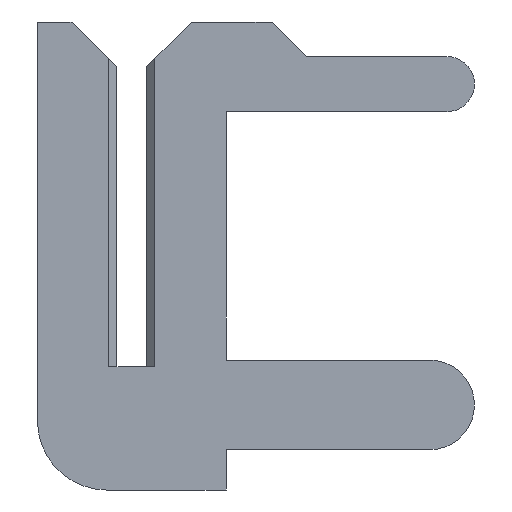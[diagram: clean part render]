
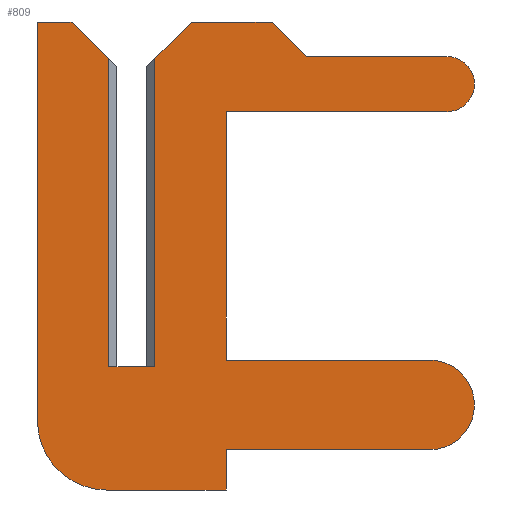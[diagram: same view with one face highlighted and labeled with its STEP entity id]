
A CAD part, left-side view. The second image highlights one B-rep face of the part: STEP entity #809.
In plain terms, the highlighted planar face has unit normal (-1, 0, 0).
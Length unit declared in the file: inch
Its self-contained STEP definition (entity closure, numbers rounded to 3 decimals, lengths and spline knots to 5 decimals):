
#12 = VERTEX_POINT ( 'NONE', #1585 ) ;
#13 = AXIS2_PLACEMENT_3D ( 'NONE', #714, #1370, #186 ) ;
#21 = CARTESIAN_POINT ( 'NONE',  ( -0.01, 0.011, -0.0235 ) ) ;
#24 = CARTESIAN_POINT ( 'NONE',  ( -0.01, 0.041, 0.15 ) ) ;
#27 = EDGE_CURVE ( 'NONE', #790, #663, #1539, .T. ) ;
#34 = DIRECTION ( 'NONE',  ( 0., 0., 1. ) ) ;
#41 = LINE ( 'NONE', #308, #356 ) ;
#42 = VECTOR ( 'NONE', #529, 39.37008 ) ;
#44 = VECTOR ( 'NONE', #125, 39.37008 ) ;
#65 = PLANE ( 'NONE',  #711 ) ;
#73 = CARTESIAN_POINT ( 'NONE',  ( -0.01, 0.041, 0.15 ) ) ;
#102 = ORIENTED_EDGE ( 'NONE', *, *, #1655, .T. ) ;
#107 = LINE ( 'NONE', #24, #671 ) ;
#111 = CARTESIAN_POINT ( 'NONE',  ( -0.01, -0.076, 0.135 ) ) ;
#115 = CARTESIAN_POINT ( 'NONE',  ( -0.01, -0.041, -0.036 ) ) ;
#120 = ORIENTED_EDGE ( 'NONE', *, *, #590, .F. ) ;
#125 = DIRECTION ( 'NONE',  ( 0., -1., 0. ) ) ;
#126 = LINE ( 'NONE', #743, #970 ) ;
#145 = DIRECTION ( 'NONE',  ( 0., -1., 0. ) ) ;
#150 = VECTOR ( 'NONE', #145, 39.37008 ) ;
#181 = DIRECTION ( 'NONE',  ( 0., 0., -1. ) ) ;
#186 = DIRECTION ( 'NONE',  ( 0., 0., 1. ) ) ;
#210 = VERTEX_POINT ( 'NONE', #442 ) ;
#212 = VECTOR ( 'NONE', #720, 39.37008 ) ;
#214 = LINE ( 'NONE', #278, #394 ) ;
#229 = VERTEX_POINT ( 'NONE', #1322 ) ;
#238 = CIRCLE ( 'NONE', #1067, 0.0195 ) ;
#266 = CARTESIAN_POINT ( 'NONE',  ( -0.01, -0.137, 0.135 ) ) ;
#278 = CARTESIAN_POINT ( 'NONE',  ( -0.01, -0.076, 0.135 ) ) ;
#282 = EDGE_CURVE ( 'NONE', #210, #583, #643, .T. ) ;
#308 = CARTESIAN_POINT ( 'NONE',  ( -0.01, 0.01, -0.0235 ) ) ;
#318 = CARTESIAN_POINT ( 'NONE',  ( -0.01, 0.01, 0. ) ) ;
#349 = EDGE_CURVE ( 'NONE', #1409, #663, #839, .T. ) ;
#356 = VECTOR ( 'NONE', #34, 39.37008 ) ;
#362 = DIRECTION ( 'NONE',  ( 0., 1., 0. ) ) ;
#368 = DIRECTION ( 'NONE',  ( 0., 0., 1. ) ) ;
#391 = ORIENTED_EDGE ( 'NONE', *, *, #849, .F. ) ;
#392 = EDGE_CURVE ( 'NONE', #1125, #707, #107, .T. ) ;
#394 = VECTOR ( 'NONE', #1451, 39.37008 ) ;
#409 = VERTEX_POINT ( 'NONE', #1211 ) ;
#412 = VERTEX_POINT ( 'NONE', #426 ) ;
#416 = CARTESIAN_POINT ( 'NONE',  ( -0.01, 0.0065, 0. ) ) ;
#417 = ORIENTED_EDGE ( 'NONE', *, *, #349, .T. ) ;
#426 = CARTESIAN_POINT ( 'NONE',  ( -0.01, 0.01, 0.134 ) ) ;
#442 = CARTESIAN_POINT ( 'NONE',  ( -0.01, -0.041, 0.003 ) ) ;
#464 = CARTESIAN_POINT ( 'NONE',  ( -0.01, 0.011, -0.0235 ) ) ;
#472 = DIRECTION ( 'NONE',  ( 0., 0., -1. ) ) ;
#487 = ORIENTED_EDGE ( 'NONE', *, *, #665, .F. ) ;
#498 = AXIS2_PLACEMENT_3D ( 'NONE', #21, #1066, #1581 ) ;
#517 = DIRECTION ( 'NONE',  ( 0., -1., 0. ) ) ;
#529 = DIRECTION ( 'NONE',  ( 0., -1., 0. ) ) ;
#547 = LINE ( 'NONE', #1093, #212 ) ;
#551 = LINE ( 'NONE', #981, #925 ) ;
#556 = CARTESIAN_POINT ( 'NONE',  ( -0.01, -0.137, 0.135 ) ) ;
#569 = DIRECTION ( 'NONE',  ( 0., 0., -1. ) ) ;
#583 = VERTEX_POINT ( 'NONE', #693 ) ;
#590 = EDGE_CURVE ( 'NONE', #1409, #12, #547, .T. ) ;
#597 = EDGE_CURVE ( 'NONE', #707, #618, #1601, .T. ) ;
#607 = CARTESIAN_POINT ( 'NONE',  ( -0.01, 0.041, -0.0235 ) ) ;
#618 = VERTEX_POINT ( 'NONE', #726 ) ;
#629 = CARTESIAN_POINT ( 'NONE',  ( -0.01, 0.011, -0.0535 ) ) ;
#631 = EDGE_CURVE ( 'NONE', #229, #210, #551, .T. ) ;
#635 = CARTESIAN_POINT ( 'NONE',  ( -0.01, 0.011, -0.0535 ) ) ;
#643 = LINE ( 'NONE', #1448, #923 ) ;
#663 = VERTEX_POINT ( 'NONE', #1110 ) ;
#665 = EDGE_CURVE ( 'NONE', #1159, #1301, #1255, .T. ) ;
#671 = VECTOR ( 'NONE', #1469, 39.37008 ) ;
#693 = CARTESIAN_POINT ( 'NONE',  ( -0.01, -0.1295, 0.003 ) ) ;
#694 = ORIENTED_EDGE ( 'NONE', *, *, #1543, .F. ) ;
#696 = VECTOR ( 'NONE', #1425, 39.37008 ) ;
#703 = CARTESIAN_POINT ( 'NONE',  ( -0.01, 0.026, 0.15 ) ) ;
#707 = VERTEX_POINT ( 'NONE', #73 ) ;
#711 = AXIS2_PLACEMENT_3D ( 'NONE', #464, #1232, #1245 ) ;
#714 = CARTESIAN_POINT ( 'NONE',  ( -0.01, -0.137, 0.123 ) ) ;
#720 = DIRECTION ( 'NONE',  ( 0., -0.707, 0.707 ) ) ;
#726 = CARTESIAN_POINT ( 'NONE',  ( -0.01, 0.026, 0.15 ) ) ;
#735 = DIRECTION ( 'NONE',  ( 1., 0., 0. ) ) ;
#743 = CARTESIAN_POINT ( 'NONE',  ( -0.01, -0.041, -0.0535 ) ) ;
#750 = CARTESIAN_POINT ( 'NONE',  ( -0.01, -0.041, 0.111 ) ) ;
#753 = ORIENTED_EDGE ( 'NONE', *, *, #27, .F. ) ;
#759 = VECTOR ( 'NONE', #899, 39.37008 ) ;
#779 = EDGE_CURVE ( 'NONE', #1614, #409, #1460, .T. ) ;
#790 = VERTEX_POINT ( 'NONE', #318 ) ;
#801 = CARTESIAN_POINT ( 'NONE',  ( -0.01, -0.061, 0.15 ) ) ;
#809 = ADVANCED_FACE ( 'NONE', ( #1541 ), #65, .T. ) ;
#839 = LINE ( 'NONE', #1352, #1457 ) ;
#849 = EDGE_CURVE ( 'NONE', #583, #1159, #238, .T. ) ;
#859 = DIRECTION ( 'NONE',  ( 0., 1., 0. ) ) ;
#881 = CARTESIAN_POINT ( 'NONE',  ( -0.01, -0.1295, -0.036 ) ) ;
#899 = DIRECTION ( 'NONE',  ( 0., 1., 0. ) ) ;
#901 = EDGE_LOOP ( 'NONE', ( #120, #417, #753, #102, #1144, #987, #1018, #1203, #960, #1595, #487, #391, #1327, #1553, #1650, #1084, #1447, #694, #1634 ) ) ;
#913 = CARTESIAN_POINT ( 'NONE',  ( -0.01, -0.01, 0.134 ) ) ;
#923 = VECTOR ( 'NONE', #517, 39.37008 ) ;
#924 = LINE ( 'NONE', #266, #44 ) ;
#925 = VECTOR ( 'NONE', #569, 39.37008 ) ;
#945 = VECTOR ( 'NONE', #1499, 39.37008 ) ;
#949 = VECTOR ( 'NONE', #859, 39.37008 ) ;
#960 = ORIENTED_EDGE ( 'NONE', *, *, #1284, .F. ) ;
#970 = VECTOR ( 'NONE', #472, 39.37008 ) ;
#981 = CARTESIAN_POINT ( 'NONE',  ( -0.01, -0.041, 0.003 ) ) ;
#987 = ORIENTED_EDGE ( 'NONE', *, *, #597, .F. ) ;
#1018 = ORIENTED_EDGE ( 'NONE', *, *, #392, .F. ) ;
#1029 = LINE ( 'NONE', #750, #1638 ) ;
#1060 = CARTESIAN_POINT ( 'NONE',  ( -0.01, -0.041, -0.0535 ) ) ;
#1066 = DIRECTION ( 'NONE',  ( 1., 0., 0. ) ) ;
#1067 = AXIS2_PLACEMENT_3D ( 'NONE', #1405, #735, #368 ) ;
#1084 = ORIENTED_EDGE ( 'NONE', *, *, #779, .F. ) ;
#1093 = CARTESIAN_POINT ( 'NONE',  ( -0.01, -0.0065, 0.1305 ) ) ;
#1097 = CARTESIAN_POINT ( 'NONE',  ( -0.01, -0.041, -0.036 ) ) ;
#1099 = EDGE_CURVE ( 'NONE', #409, #229, #1029, .T. ) ;
#1110 = CARTESIAN_POINT ( 'NONE',  ( -0.01, -0.01, 0. ) ) ;
#1112 = EDGE_CURVE ( 'NONE', #1301, #1531, #126, .T. ) ;
#1125 = VERTEX_POINT ( 'NONE', #607 ) ;
#1144 = ORIENTED_EDGE ( 'NONE', *, *, #1189, .F. ) ;
#1159 = VERTEX_POINT ( 'NONE', #881 ) ;
#1187 = CARTESIAN_POINT ( 'NONE',  ( -0.01, -0.026, 0.15 ) ) ;
#1188 = CIRCLE ( 'NONE', #498, 0.03 ) ;
#1189 = EDGE_CURVE ( 'NONE', #618, #412, #1350, .T. ) ;
#1203 = ORIENTED_EDGE ( 'NONE', *, *, #1507, .F. ) ;
#1211 = CARTESIAN_POINT ( 'NONE',  ( -0.01, -0.137, 0.111 ) ) ;
#1216 = EDGE_CURVE ( 'NONE', #1247, #1614, #924, .T. ) ;
#1232 = DIRECTION ( 'NONE',  ( -1., 0., 0. ) ) ;
#1245 = DIRECTION ( 'NONE',  ( 0., 0., 1. ) ) ;
#1247 = VERTEX_POINT ( 'NONE', #111 ) ;
#1255 = LINE ( 'NONE', #1097, #949 ) ;
#1284 = EDGE_CURVE ( 'NONE', #1531, #1340, #1314, .T. ) ;
#1301 = VERTEX_POINT ( 'NONE', #115 ) ;
#1314 = LINE ( 'NONE', #635, #759 ) ;
#1322 = CARTESIAN_POINT ( 'NONE',  ( -0.01, -0.041, 0.111 ) ) ;
#1327 = ORIENTED_EDGE ( 'NONE', *, *, #282, .F. ) ;
#1340 = VERTEX_POINT ( 'NONE', #629 ) ;
#1350 = LINE ( 'NONE', #1431, #696 ) ;
#1352 = CARTESIAN_POINT ( 'NONE',  ( -0.01, -0.01, 0.15 ) ) ;
#1370 = DIRECTION ( 'NONE',  ( 1., 0., 0. ) ) ;
#1399 = EDGE_CURVE ( 'NONE', #12, #1428, #1434, .T. ) ;
#1405 = CARTESIAN_POINT ( 'NONE',  ( -0.01, -0.1295, -0.0165 ) ) ;
#1409 = VERTEX_POINT ( 'NONE', #913 ) ;
#1425 = DIRECTION ( 'NONE',  ( 0., -0.707, -0.707 ) ) ;
#1428 = VERTEX_POINT ( 'NONE', #801 ) ;
#1431 = CARTESIAN_POINT ( 'NONE',  ( -0.01, 0.0065, 0.1305 ) ) ;
#1434 = LINE ( 'NONE', #1187, #150 ) ;
#1447 = ORIENTED_EDGE ( 'NONE', *, *, #1216, .F. ) ;
#1448 = CARTESIAN_POINT ( 'NONE',  ( -0.01, -0.1295, 0.003 ) ) ;
#1451 = DIRECTION ( 'NONE',  ( 0., -0.707, -0.707 ) ) ;
#1457 = VECTOR ( 'NONE', #181, 39.37008 ) ;
#1460 = CIRCLE ( 'NONE', #13, 0.012 ) ;
#1469 = DIRECTION ( 'NONE',  ( 0., 0., 1. ) ) ;
#1499 = DIRECTION ( 'NONE',  ( 0., -1., 0. ) ) ;
#1507 = EDGE_CURVE ( 'NONE', #1340, #1125, #1188, .T. ) ;
#1531 = VERTEX_POINT ( 'NONE', #1060 ) ;
#1539 = LINE ( 'NONE', #416, #42 ) ;
#1541 = FACE_OUTER_BOUND ( 'NONE', #901, .T. ) ;
#1543 = EDGE_CURVE ( 'NONE', #1428, #1247, #214, .T. ) ;
#1553 = ORIENTED_EDGE ( 'NONE', *, *, #631, .F. ) ;
#1581 = DIRECTION ( 'NONE',  ( 0., 0., 1. ) ) ;
#1585 = CARTESIAN_POINT ( 'NONE',  ( -0.01, -0.026, 0.15 ) ) ;
#1595 = ORIENTED_EDGE ( 'NONE', *, *, #1112, .F. ) ;
#1601 = LINE ( 'NONE', #703, #945 ) ;
#1614 = VERTEX_POINT ( 'NONE', #556 ) ;
#1634 = ORIENTED_EDGE ( 'NONE', *, *, #1399, .F. ) ;
#1638 = VECTOR ( 'NONE', #362, 39.37008 ) ;
#1650 = ORIENTED_EDGE ( 'NONE', *, *, #1099, .F. ) ;
#1655 = EDGE_CURVE ( 'NONE', #790, #412, #41, .T. ) ;
